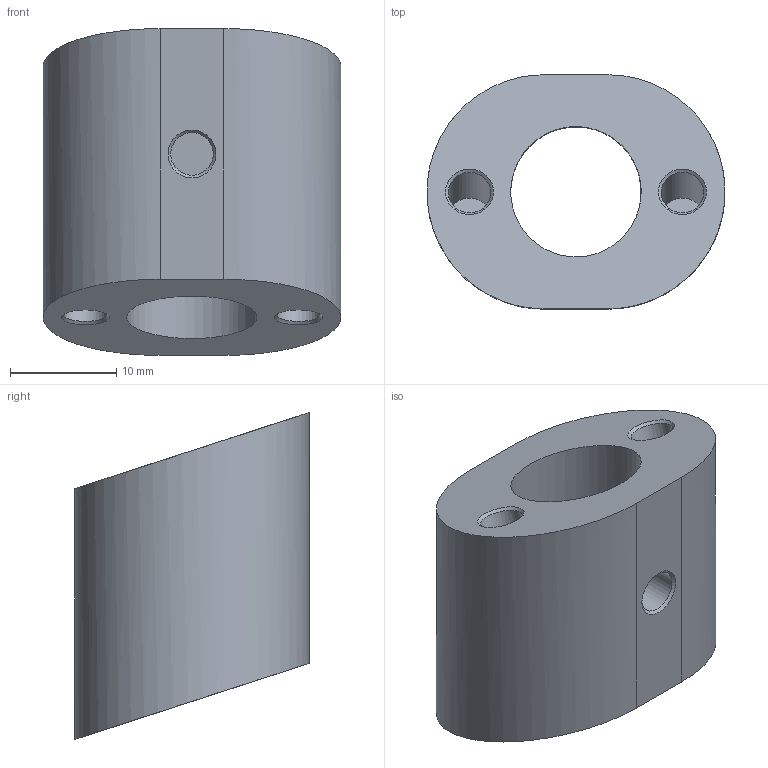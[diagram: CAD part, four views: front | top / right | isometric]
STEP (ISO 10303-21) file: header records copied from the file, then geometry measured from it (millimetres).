
FILE_DESCRIPTION(/* description */ (''),/* implementation_level */ '2;1');
FILE_NAME(/* name */ 'Leg_Loadpipe_Mount.stp',/* time_stamp */ '2023-06-28T08:54:09+02:00',/* author */ ('dzw04'),/* organization */ (''),/* preprocessor_version */ 'ST-DEVELOPER v19.2',/* originating_system */ 'Autodesk Inventor 2024',/* authorisation */ '');
FILE_SCHEMA (('AUTOMOTIVE_DESIGN { 1 0 10303 214 3 1 1 }'));
Length unit declared in the file: millimetre
Products named in the file (1): Leg_Loadpipe_Mount
Bounding box: 27.98 x 22 x 30.7 mm (x, y, z)
Volume: 8828.7 mm3; surface area: 4092.8 mm2
Topology: 1 solids, 1 shells, 22 faces, 45 edges, 30 vertices
Faces by surface type: plane 9, cylinder 8, cone 5
Full cylindrical faces by diameter (mm): 4 x5, 12.25 x1
Entity records: 642 total; most frequent: DIRECTION 117, CARTESIAN_POINT 98, ORIENTED_EDGE 90, AXIS2_PLACEMENT_3D 49, EDGE_CURVE 45, VERTEX_POINT 30, EDGE_LOOP 29, FACE_OUTER_BOUND 22
